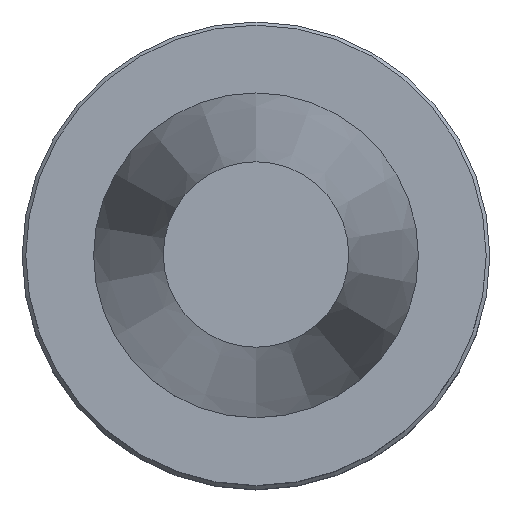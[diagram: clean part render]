
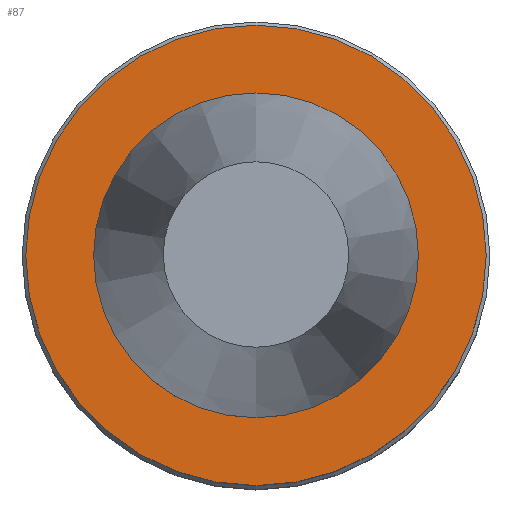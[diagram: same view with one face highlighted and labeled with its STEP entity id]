
A CAD part, top view. The second image highlights one B-rep face of the part: STEP entity #87.
In plain terms, the highlighted planar face has unit normal (0, 0, 1).
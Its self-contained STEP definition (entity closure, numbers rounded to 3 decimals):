
#87=ADVANCED_FACE('',(#125,#126),#127,.T.);
#125=FACE_BOUND('',#168,.T.);
#126=FACE_OUTER_BOUND('',#169,.T.);
#127=PLANE('',#170);
#168=EDGE_LOOP('',(#235));
#169=EDGE_LOOP('',(#236));
#170=AXIS2_PLACEMENT_3D('',#237,#238,#239);
#235=ORIENTED_EDGE('',*,*,#262,.F.);
#236=ORIENTED_EDGE('',*,*,#261,.T.);
#237=CARTESIAN_POINT('',(0.,26.863,-2.0));
#238=DIRECTION('',(0.,0.,1.0));
#239=DIRECTION('',(0.,1.0,0.));
#261=EDGE_CURVE('',#286,#286,#287,.T.);
#262=EDGE_CURVE('',#288,#288,#289,.T.);
#286=VERTEX_POINT('',#314);
#287=CIRCLE('',#315,31.5);
#288=VERTEX_POINT('',#316);
#289=CIRCLE('',#317,22.225);
#314=CARTESIAN_POINT('',(0.,31.5,-2.0));
#315=AXIS2_PLACEMENT_3D('',#353,#354,#355);
#316=CARTESIAN_POINT('',(0.,22.225,-2.0));
#317=AXIS2_PLACEMENT_3D('',#356,#357,#358);
#353=CARTESIAN_POINT('',(0.,0.,-2.0));
#354=DIRECTION('',(0.,0.,1.0));
#355=DIRECTION('',(0.,1.0,0.));
#356=CARTESIAN_POINT('',(0.,0.,-2.0));
#357=DIRECTION('',(0.,0.,1.0));
#358=DIRECTION('',(0.,1.0,0.));
